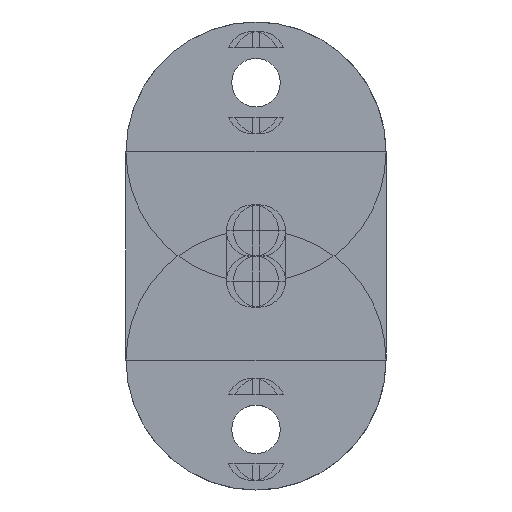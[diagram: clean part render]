
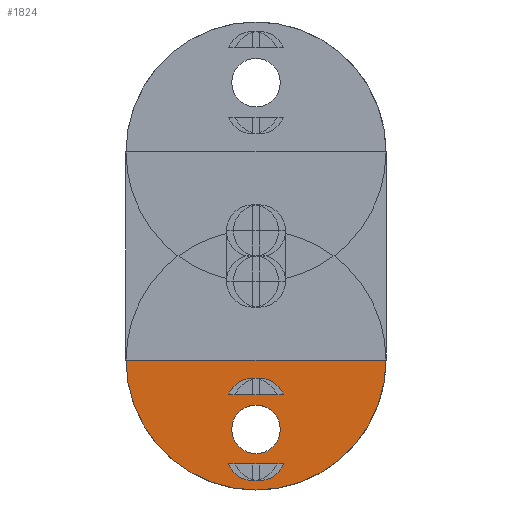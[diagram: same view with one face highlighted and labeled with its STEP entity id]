
A CAD part, top view. The second image highlights one B-rep face of the part: STEP entity #1824.
In plain terms, the highlighted planar face has unit normal (0, 0, 1).
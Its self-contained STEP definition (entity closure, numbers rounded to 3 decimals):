
#200 = VERTEX_POINT('',#201);
#201 = CARTESIAN_POINT('',(15.,-12.,118.));
#528 = VERTEX_POINT('',#529);
#529 = CARTESIAN_POINT('',(-15.,-12.,118.));
#535 = EDGE_CURVE('',#528,#200,#536,.T.);
#536 = CIRCLE('',#537,15.);
#537 = AXIS2_PLACEMENT_3D('',#538,#539,#540);
#538 = CARTESIAN_POINT('',(0.,-12.,118.));
#539 = DIRECTION('',(0.,0.,1.));
#540 = DIRECTION('',(1.,0.,0.));
#1824 = ADVANCED_FACE('',(#1825,#1834,#1902,#1913),#1981,.T.);
#1825 = FACE_BOUND('',#1826,.T.);
#1826 = EDGE_LOOP('',(#1827,#1833));
#1827 = ORIENTED_EDGE('',*,*,#1828,.F.);
#1828 = EDGE_CURVE('',#528,#200,#1829,.T.);
#1829 = LINE('',#1830,#1831);
#1830 = CARTESIAN_POINT('',(-15.,-12.,118.));
#1831 = VECTOR('',#1832,1.);
#1832 = DIRECTION('',(1.,0.,0.));
#1833 = ORIENTED_EDGE('',*,*,#535,.T.);
#1834 = FACE_BOUND('',#1835,.T.);
#1835 = EDGE_LOOP('',(#1836,#1847,#1855,#1863,#1871,#1879,#1887,#1896));
#1836 = ORIENTED_EDGE('',*,*,#1837,.F.);
#1837 = EDGE_CURVE('',#1838,#1840,#1842,.T.);
#1838 = VERTEX_POINT('',#1839);
#1839 = CARTESIAN_POINT('',(-3.191,-24.,118.));
#1840 = VERTEX_POINT('',#1841);
#1841 = CARTESIAN_POINT('',(-0.4,-25.9,118.));
#1842 = CIRCLE('',#1843,3.);
#1843 = AXIS2_PLACEMENT_3D('',#1844,#1845,#1846);
#1844 = CARTESIAN_POINT('',(-0.4,-22.9,118.));
#1845 = DIRECTION('',(0.,-0.,1.));
#1846 = DIRECTION('',(0.,1.,0.));
#1847 = ORIENTED_EDGE('',*,*,#1848,.F.);
#1848 = EDGE_CURVE('',#1849,#1838,#1851,.T.);
#1849 = VERTEX_POINT('',#1850);
#1850 = CARTESIAN_POINT('',(-2.391,-24.,118.));
#1851 = LINE('',#1852,#1853);
#1852 = CARTESIAN_POINT('',(4.,-24.,118.));
#1853 = VECTOR('',#1854,1.);
#1854 = DIRECTION('',(-1.,0.,0.));
#1855 = ORIENTED_EDGE('',*,*,#1856,.F.);
#1856 = EDGE_CURVE('',#1857,#1849,#1859,.T.);
#1857 = VERTEX_POINT('',#1858);
#1858 = CARTESIAN_POINT('',(-0.4,-24.,118.));
#1859 = LINE('',#1860,#1861);
#1860 = CARTESIAN_POINT('',(4.,-24.,118.));
#1861 = VECTOR('',#1862,1.);
#1862 = DIRECTION('',(-1.,0.,0.));
#1863 = ORIENTED_EDGE('',*,*,#1864,.F.);
#1864 = EDGE_CURVE('',#1865,#1857,#1867,.T.);
#1865 = VERTEX_POINT('',#1866);
#1866 = CARTESIAN_POINT('',(0.4,-24.,118.));
#1867 = LINE('',#1868,#1869);
#1868 = CARTESIAN_POINT('',(4.,-24.,118.));
#1869 = VECTOR('',#1870,1.);
#1870 = DIRECTION('',(-1.,0.,0.));
#1871 = ORIENTED_EDGE('',*,*,#1872,.F.);
#1872 = EDGE_CURVE('',#1873,#1865,#1875,.T.);
#1873 = VERTEX_POINT('',#1874);
#1874 = CARTESIAN_POINT('',(2.391,-24.,118.));
#1875 = LINE('',#1876,#1877);
#1876 = CARTESIAN_POINT('',(4.,-24.,118.));
#1877 = VECTOR('',#1878,1.);
#1878 = DIRECTION('',(-1.,0.,0.));
#1879 = ORIENTED_EDGE('',*,*,#1880,.F.);
#1880 = EDGE_CURVE('',#1881,#1873,#1883,.T.);
#1881 = VERTEX_POINT('',#1882);
#1882 = CARTESIAN_POINT('',(3.191,-24.,118.));
#1883 = LINE('',#1884,#1885);
#1884 = CARTESIAN_POINT('',(4.,-24.,118.));
#1885 = VECTOR('',#1886,1.);
#1886 = DIRECTION('',(-1.,0.,0.));
#1887 = ORIENTED_EDGE('',*,*,#1888,.F.);
#1888 = EDGE_CURVE('',#1889,#1881,#1891,.T.);
#1889 = VERTEX_POINT('',#1890);
#1890 = CARTESIAN_POINT('',(0.4,-25.9,118.));
#1891 = CIRCLE('',#1892,3.);
#1892 = AXIS2_PLACEMENT_3D('',#1893,#1894,#1895);
#1893 = CARTESIAN_POINT('',(0.4,-22.9,118.));
#1894 = DIRECTION('',(0.,-0.,1.));
#1895 = DIRECTION('',(0.,1.,0.));
#1896 = ORIENTED_EDGE('',*,*,#1897,.T.);
#1897 = EDGE_CURVE('',#1889,#1840,#1898,.T.);
#1898 = LINE('',#1899,#1900);
#1899 = CARTESIAN_POINT('',(0.4,-25.9,118.));
#1900 = VECTOR('',#1901,1.);
#1901 = DIRECTION('',(-1.,0.,0.));
#1902 = FACE_BOUND('',#1903,.T.);
#1903 = EDGE_LOOP('',(#1904));
#1904 = ORIENTED_EDGE('',*,*,#1905,.F.);
#1905 = EDGE_CURVE('',#1906,#1906,#1908,.T.);
#1906 = VERTEX_POINT('',#1907);
#1907 = CARTESIAN_POINT('',(2.8,-20.,118.));
#1908 = CIRCLE('',#1909,2.8);
#1909 = AXIS2_PLACEMENT_3D('',#1910,#1911,#1912);
#1910 = CARTESIAN_POINT('',(0.,-20.,118.));
#1911 = DIRECTION('',(0.,0.,1.));
#1912 = DIRECTION('',(1.,0.,0.));
#1913 = FACE_BOUND('',#1914,.T.);
#1914 = EDGE_LOOP('',(#1915,#1926,#1934,#1943,#1951,#1959,#1967,#1975));
#1915 = ORIENTED_EDGE('',*,*,#1916,.F.);
#1916 = EDGE_CURVE('',#1917,#1919,#1921,.T.);
#1917 = VERTEX_POINT('',#1918);
#1918 = CARTESIAN_POINT('',(-0.4,-14.1,118.));
#1919 = VERTEX_POINT('',#1920);
#1920 = CARTESIAN_POINT('',(-3.191,-16.,118.));
#1921 = CIRCLE('',#1922,3.);
#1922 = AXIS2_PLACEMENT_3D('',#1923,#1924,#1925);
#1923 = CARTESIAN_POINT('',(-0.4,-17.1,118.));
#1924 = DIRECTION('',(0.,-0.,1.));
#1925 = DIRECTION('',(0.,1.,0.));
#1926 = ORIENTED_EDGE('',*,*,#1927,.F.);
#1927 = EDGE_CURVE('',#1928,#1917,#1930,.T.);
#1928 = VERTEX_POINT('',#1929);
#1929 = CARTESIAN_POINT('',(0.4,-14.1,118.));
#1930 = LINE('',#1931,#1932);
#1931 = CARTESIAN_POINT('',(0.4,-14.1,118.));
#1932 = VECTOR('',#1933,1.);
#1933 = DIRECTION('',(-1.,0.,0.));
#1934 = ORIENTED_EDGE('',*,*,#1935,.F.);
#1935 = EDGE_CURVE('',#1936,#1928,#1938,.T.);
#1936 = VERTEX_POINT('',#1937);
#1937 = CARTESIAN_POINT('',(3.191,-16.,118.));
#1938 = CIRCLE('',#1939,3.);
#1939 = AXIS2_PLACEMENT_3D('',#1940,#1941,#1942);
#1940 = CARTESIAN_POINT('',(0.4,-17.1,118.));
#1941 = DIRECTION('',(0.,-0.,1.));
#1942 = DIRECTION('',(0.,1.,0.));
#1943 = ORIENTED_EDGE('',*,*,#1944,.T.);
#1944 = EDGE_CURVE('',#1936,#1945,#1947,.T.);
#1945 = VERTEX_POINT('',#1946);
#1946 = CARTESIAN_POINT('',(2.391,-16.,118.));
#1947 = LINE('',#1948,#1949);
#1948 = CARTESIAN_POINT('',(4.,-16.,118.));
#1949 = VECTOR('',#1950,1.);
#1950 = DIRECTION('',(-1.,0.,0.));
#1951 = ORIENTED_EDGE('',*,*,#1952,.T.);
#1952 = EDGE_CURVE('',#1945,#1953,#1955,.T.);
#1953 = VERTEX_POINT('',#1954);
#1954 = CARTESIAN_POINT('',(0.4,-16.,118.));
#1955 = LINE('',#1956,#1957);
#1956 = CARTESIAN_POINT('',(4.,-16.,118.));
#1957 = VECTOR('',#1958,1.);
#1958 = DIRECTION('',(-1.,0.,0.));
#1959 = ORIENTED_EDGE('',*,*,#1960,.T.);
#1960 = EDGE_CURVE('',#1953,#1961,#1963,.T.);
#1961 = VERTEX_POINT('',#1962);
#1962 = CARTESIAN_POINT('',(-0.4,-16.,118.));
#1963 = LINE('',#1964,#1965);
#1964 = CARTESIAN_POINT('',(4.,-16.,118.));
#1965 = VECTOR('',#1966,1.);
#1966 = DIRECTION('',(-1.,0.,0.));
#1967 = ORIENTED_EDGE('',*,*,#1968,.T.);
#1968 = EDGE_CURVE('',#1961,#1969,#1971,.T.);
#1969 = VERTEX_POINT('',#1970);
#1970 = CARTESIAN_POINT('',(-2.391,-16.,118.));
#1971 = LINE('',#1972,#1973);
#1972 = CARTESIAN_POINT('',(4.,-16.,118.));
#1973 = VECTOR('',#1974,1.);
#1974 = DIRECTION('',(-1.,0.,0.));
#1975 = ORIENTED_EDGE('',*,*,#1976,.T.);
#1976 = EDGE_CURVE('',#1969,#1919,#1977,.T.);
#1977 = LINE('',#1978,#1979);
#1978 = CARTESIAN_POINT('',(4.,-16.,118.));
#1979 = VECTOR('',#1980,1.);
#1980 = DIRECTION('',(-1.,0.,0.));
#1981 = PLANE('',#1982);
#1982 = AXIS2_PLACEMENT_3D('',#1983,#1984,#1985);
#1983 = CARTESIAN_POINT('',(0.,-12.,118.));
#1984 = DIRECTION('',(0.,0.,1.));
#1985 = DIRECTION('',(1.,0.,0.));
